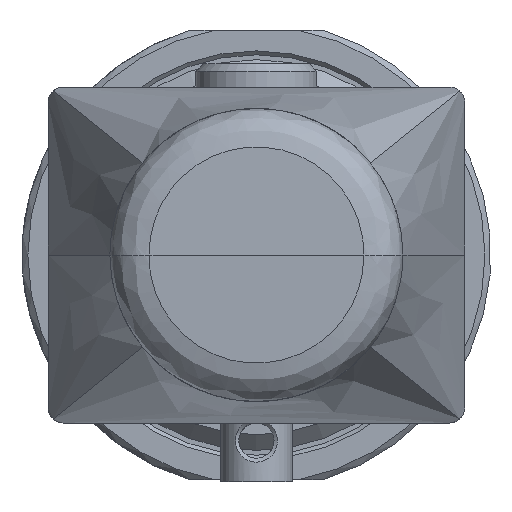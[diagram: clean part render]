
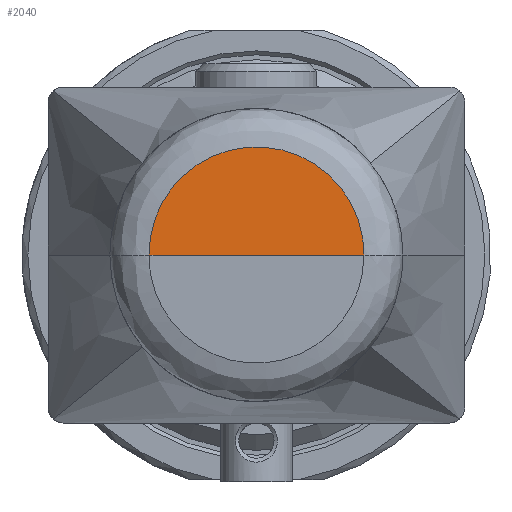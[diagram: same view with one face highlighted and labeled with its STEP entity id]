
A CAD part, left-side view. The second image highlights one B-rep face of the part: STEP entity #2040.
In plain terms, the highlighted planar face has unit normal (-1, 0, 0.018).
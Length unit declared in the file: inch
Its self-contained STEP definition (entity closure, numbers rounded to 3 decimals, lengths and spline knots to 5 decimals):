
#24=ELLIPSE($,#2292,0.27504,0.275);
#460=FACE_OUTER_BOUND($,#648,.T.);
#648=EDGE_LOOP($,(#1800,#1801));
#789=LINE($,#4101,#884);
#884=VECTOR($,#2869,0.54999);
#1063=VERTEX_POINT($,#4008);
#1064=VERTEX_POINT($,#4009);
#1320=EDGE_CURVE($,#1063,#1064,#24,.T.);
#1324=EDGE_CURVE($,#1064,#1063,#789,.T.);
#1800=ORIENTED_EDGE($,*,*,#1320,.F.);
#1801=ORIENTED_EDGE($,*,*,#1324,.F.);
#1913=PLANE($,#2294);
#2040=ADVANCED_FACE($,(#460),#1913,.F.);
#2292=AXIS2_PLACEMENT_3D($,#4010,#2863,#2864);
#2294=AXIS2_PLACEMENT_3D($,#4100,#2867,#2868);
#2863=DIRECTION('center_axis',(1.,0.,-0.017));
#2864=DIRECTION('ref_axis',(0.017,0.,1.));
#2867=DIRECTION('center_axis',(1.,0.,-0.017));
#2868=DIRECTION('ref_axis',(-0.017,0.,-1.));
#2869=DIRECTION($,(0.,1.,0.));
#4008=CARTESIAN_POINT('',(0.,0.27499,0.));
#4009=CARTESIAN_POINT('',(0.,-0.27499,0.));
#4010=CARTESIAN_POINT('Origin',(0.00003,0.,0.00175));
#4100=CARTESIAN_POINT('Origin',(0.,0.,
0.));
#4101=CARTESIAN_POINT($,(0.,0.,0.));
